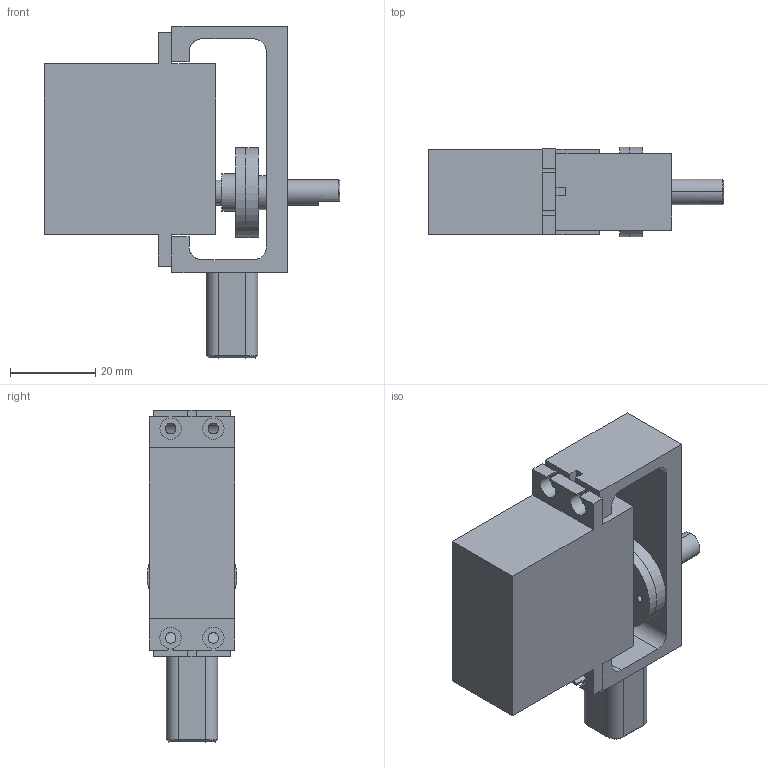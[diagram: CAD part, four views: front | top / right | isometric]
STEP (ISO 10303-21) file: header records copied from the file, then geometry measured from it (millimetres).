
FILE_DESCRIPTION((''),'2;1');
FILE_NAME('SPINNER_ASM','2017-03-14T',('jijunhao'),(''),'CREO PARAMETRIC BY PTC INC, 2014350','CREO PARAMETRIC BY PTC INC, 2014350','');
FILE_SCHEMA(('CONFIG_CONTROL_DESIGN'));
Length unit declared in the file: millimetre
Products named in the file (6): BZ23001; BZ23002; CN23001; BZ23003; CN23002; SPINNER_ASM
Assembly tree (5 placements, depth 2):
  SPINNER_ASM
    BZ23001
    BZ23002
    CN23001
    BZ23003
    CN23002
Bounding box: 69.2 x 21 x 77.7 mm (x, y, z)
Volume: 46194.1 mm3; surface area: 16108.7 mm2
Topology: 5 solids, 5 shells, 143 faces, 365 edges, 239 vertices
Faces by surface type: plane 70, cylinder 66, cone 7
Entity records: 4714 total; most frequent: CARTESIAN_POINT 945, DIRECTION 792, ORIENTED_EDGE 726, EDGE_CURVE 363, AXIS2_PLACEMENT_3D 285, VERTEX_POINT 239, VECTOR 222, LINE 222
